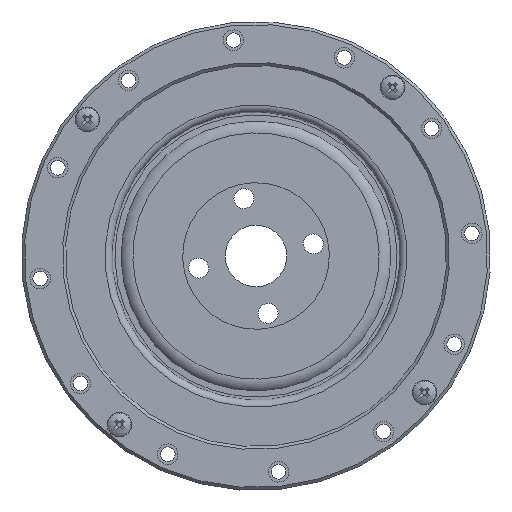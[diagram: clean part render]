
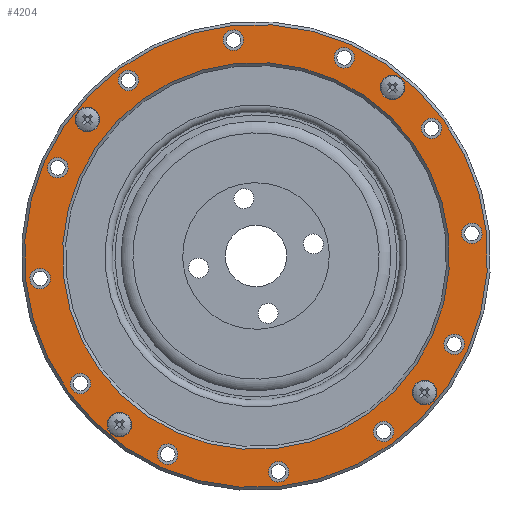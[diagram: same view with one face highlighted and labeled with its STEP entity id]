
A CAD part, left-side view. The second image highlights one B-rep face of the part: STEP entity #4204.
In plain terms, the highlighted planar face has unit normal (-1, 0, 0).
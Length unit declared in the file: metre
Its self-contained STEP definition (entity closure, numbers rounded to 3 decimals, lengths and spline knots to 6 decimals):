
#691=CIRCLE('',#4722,0.0021);
#692=CIRCLE('',#4723,0.00175);
#693=CIRCLE('',#4724,0.00175);
#694=CIRCLE('',#4725,0.00175);
#695=CIRCLE('',#4726,0.00175);
#696=CIRCLE('',#4727,0.00175);
#697=CIRCLE('',#4728,0.00175);
#698=CIRCLE('',#4729,0.00175);
#699=CIRCLE('',#4730,0.00175);
#700=CIRCLE('',#4731,0.00175);
#701=CIRCLE('',#4732,0.00175);
#702=CIRCLE('',#4733,0.00175);
#703=CIRCLE('',#4734,0.00175);
#704=CIRCLE('',#4735,0.0021);
#705=CIRCLE('',#4736,0.0021);
#706=CIRCLE('',#4737,0.0021);
#707=CIRCLE('',#4738,0.0395);
#708=CIRCLE('',#4739,0.033);
#1134=ORIENTED_EDGE('',*,*,#1927,.F.);
#1135=ORIENTED_EDGE('',*,*,#1928,.T.);
#1136=ORIENTED_EDGE('',*,*,#1929,.T.);
#1137=ORIENTED_EDGE('',*,*,#1930,.T.);
#1138=ORIENTED_EDGE('',*,*,#1931,.T.);
#1139=ORIENTED_EDGE('',*,*,#1932,.T.);
#1140=ORIENTED_EDGE('',*,*,#1933,.T.);
#1141=ORIENTED_EDGE('',*,*,#1934,.T.);
#1142=ORIENTED_EDGE('',*,*,#1935,.T.);
#1143=ORIENTED_EDGE('',*,*,#1936,.T.);
#1144=ORIENTED_EDGE('',*,*,#1937,.T.);
#1145=ORIENTED_EDGE('',*,*,#1938,.T.);
#1146=ORIENTED_EDGE('',*,*,#1939,.T.);
#1147=ORIENTED_EDGE('',*,*,#1940,.F.);
#1148=ORIENTED_EDGE('',*,*,#1941,.F.);
#1149=ORIENTED_EDGE('',*,*,#1942,.F.);
#1150=ORIENTED_EDGE('',*,*,#1943,.T.);
#1151=ORIENTED_EDGE('',*,*,#1944,.T.);
#1927=EDGE_CURVE('',#2334,#2334,#691,.T.);
#1928=EDGE_CURVE('',#2335,#2335,#692,.T.);
#1929=EDGE_CURVE('',#2336,#2336,#693,.T.);
#1930=EDGE_CURVE('',#2337,#2337,#694,.T.);
#1931=EDGE_CURVE('',#2338,#2338,#695,.T.);
#1932=EDGE_CURVE('',#2339,#2339,#696,.T.);
#1933=EDGE_CURVE('',#2340,#2340,#697,.T.);
#1934=EDGE_CURVE('',#2341,#2341,#698,.T.);
#1935=EDGE_CURVE('',#2342,#2342,#699,.T.);
#1936=EDGE_CURVE('',#2343,#2343,#700,.T.);
#1937=EDGE_CURVE('',#2344,#2344,#701,.T.);
#1938=EDGE_CURVE('',#2345,#2345,#702,.T.);
#1939=EDGE_CURVE('',#2346,#2346,#703,.T.);
#1940=EDGE_CURVE('',#2347,#2347,#704,.T.);
#1941=EDGE_CURVE('',#2348,#2348,#705,.T.);
#1942=EDGE_CURVE('',#2349,#2349,#706,.T.);
#1943=EDGE_CURVE('',#2350,#2350,#707,.T.);
#1944=EDGE_CURVE('',#2351,#2351,#708,.T.);
#2334=VERTEX_POINT('',#7080);
#2335=VERTEX_POINT('',#7082);
#2336=VERTEX_POINT('',#7084);
#2337=VERTEX_POINT('',#7086);
#2338=VERTEX_POINT('',#7088);
#2339=VERTEX_POINT('',#7090);
#2340=VERTEX_POINT('',#7092);
#2341=VERTEX_POINT('',#7094);
#2342=VERTEX_POINT('',#7096);
#2343=VERTEX_POINT('',#7098);
#2344=VERTEX_POINT('',#7100);
#2345=VERTEX_POINT('',#7102);
#2346=VERTEX_POINT('',#7104);
#2347=VERTEX_POINT('',#7106);
#2348=VERTEX_POINT('',#7108);
#2349=VERTEX_POINT('',#7110);
#2350=VERTEX_POINT('',#7112);
#2351=VERTEX_POINT('',#7114);
#2892=EDGE_LOOP('',(#1134));
#2893=EDGE_LOOP('',(#1135));
#2894=EDGE_LOOP('',(#1136));
#2895=EDGE_LOOP('',(#1137));
#2896=EDGE_LOOP('',(#1138));
#2897=EDGE_LOOP('',(#1139));
#2898=EDGE_LOOP('',(#1140));
#2899=EDGE_LOOP('',(#1141));
#2900=EDGE_LOOP('',(#1142));
#2901=EDGE_LOOP('',(#1143));
#2902=EDGE_LOOP('',(#1144));
#2903=EDGE_LOOP('',(#1145));
#2904=EDGE_LOOP('',(#1146));
#2905=EDGE_LOOP('',(#1147));
#2906=EDGE_LOOP('',(#1148));
#2907=EDGE_LOOP('',(#1149));
#2908=EDGE_LOOP('',(#1150));
#2909=EDGE_LOOP('',(#1151));
#3511=FACE_BOUND('',#2892,.T.);
#3512=FACE_BOUND('',#2893,.T.);
#3513=FACE_BOUND('',#2894,.T.);
#3514=FACE_BOUND('',#2895,.T.);
#3515=FACE_BOUND('',#2896,.T.);
#3516=FACE_BOUND('',#2897,.T.);
#3517=FACE_BOUND('',#2898,.T.);
#3518=FACE_BOUND('',#2899,.T.);
#3519=FACE_BOUND('',#2900,.T.);
#3520=FACE_BOUND('',#2901,.T.);
#3521=FACE_BOUND('',#2902,.T.);
#3522=FACE_BOUND('',#2903,.T.);
#3523=FACE_BOUND('',#2904,.T.);
#3524=FACE_BOUND('',#2905,.T.);
#3525=FACE_BOUND('',#2906,.T.);
#3526=FACE_BOUND('',#2907,.T.);
#3527=FACE_BOUND('',#2908,.T.);
#3528=FACE_BOUND('',#2909,.T.);
#4109=PLANE('',#4721);
#4204=ADVANCED_FACE('',(#3511,#3512,#3513,#3514,#3515,#3516,#3517,#3518,
#3519,#3520,#3521,#3522,#3523,#3524,#3525,#3526,#3527,#3528),#4109,.F.);
#4721=AXIS2_PLACEMENT_3D('',#7078,#5559,#5560);
#4722=AXIS2_PLACEMENT_3D('',#7079,#5561,#5562);
#4723=AXIS2_PLACEMENT_3D('',#7081,#5563,#5564);
#4724=AXIS2_PLACEMENT_3D('',#7083,#5565,#5566);
#4725=AXIS2_PLACEMENT_3D('',#7085,#5567,#5568);
#4726=AXIS2_PLACEMENT_3D('',#7087,#5569,#5570);
#4727=AXIS2_PLACEMENT_3D('',#7089,#5571,#5572);
#4728=AXIS2_PLACEMENT_3D('',#7091,#5573,#5574);
#4729=AXIS2_PLACEMENT_3D('',#7093,#5575,#5576);
#4730=AXIS2_PLACEMENT_3D('',#7095,#5577,#5578);
#4731=AXIS2_PLACEMENT_3D('',#7097,#5579,#5580);
#4732=AXIS2_PLACEMENT_3D('',#7099,#5581,#5582);
#4733=AXIS2_PLACEMENT_3D('',#7101,#5583,#5584);
#4734=AXIS2_PLACEMENT_3D('',#7103,#5585,#5586);
#4735=AXIS2_PLACEMENT_3D('',#7105,#5587,#5588);
#4736=AXIS2_PLACEMENT_3D('',#7107,#5589,#5590);
#4737=AXIS2_PLACEMENT_3D('',#7109,#5591,#5592);
#4738=AXIS2_PLACEMENT_3D('',#7111,#5593,#5594);
#4739=AXIS2_PLACEMENT_3D('',#7113,#5595,#5596);
#5559=DIRECTION('',(1.,0.,0.));
#5560=DIRECTION('',(0.,0.,-1.));
#5561=DIRECTION('',(-1.,0.,0.));
#5562=DIRECTION('',(0.,0.,1.));
#5563=DIRECTION('',(1.,0.,0.));
#5564=DIRECTION('',(0.,0.,-1.));
#5565=DIRECTION('',(1.,0.,0.));
#5566=DIRECTION('',(0.,0.,-1.));
#5567=DIRECTION('',(1.,0.,0.));
#5568=DIRECTION('',(0.,0.,-1.));
#5569=DIRECTION('',(1.,0.,0.));
#5570=DIRECTION('',(0.,0.,-1.));
#5571=DIRECTION('',(1.,0.,0.));
#5572=DIRECTION('',(0.,0.,-1.));
#5573=DIRECTION('',(1.,0.,0.));
#5574=DIRECTION('',(0.,0.,-1.));
#5575=DIRECTION('',(1.,0.,0.));
#5576=DIRECTION('',(0.,0.,-1.));
#5577=DIRECTION('',(1.,0.,0.));
#5578=DIRECTION('',(0.,0.,-1.));
#5579=DIRECTION('',(1.,0.,0.));
#5580=DIRECTION('',(0.,0.,-1.));
#5581=DIRECTION('',(1.,0.,0.));
#5582=DIRECTION('',(0.,0.,-1.));
#5583=DIRECTION('',(1.,0.,0.));
#5584=DIRECTION('',(0.,0.,-1.));
#5585=DIRECTION('',(1.,0.,0.));
#5586=DIRECTION('',(0.,0.,-1.));
#5587=DIRECTION('',(-1.,0.,0.));
#5588=DIRECTION('',(0.,0.,1.));
#5589=DIRECTION('',(-1.,0.,0.));
#5590=DIRECTION('',(0.,0.,1.));
#5591=DIRECTION('',(-1.,0.,0.));
#5592=DIRECTION('',(0.,0.,1.));
#5593=DIRECTION('',(-1.,0.,0.));
#5594=DIRECTION('',(0.,0.,-1.));
#5595=DIRECTION('',(1.,0.,0.));
#5596=DIRECTION('',(0.,0.,-1.));
#7078=CARTESIAN_POINT('',(0.,0.0447,0.));
#7079=CARTESIAN_POINT('',(0.,-0.035739,0.009576));
#7080=CARTESIAN_POINT('',(0.,-0.035739,0.011676));
#7081=CARTESIAN_POINT('',(0.,0.,-0.037));
#7082=CARTESIAN_POINT('',(0.,0.,-0.03875));
#7083=CARTESIAN_POINT('',(0.,-0.0185,-0.032043));
#7084=CARTESIAN_POINT('',(0.,-0.0185,-0.033793));
#7085=CARTESIAN_POINT('',(0.,-0.032043,-0.0185));
#7086=CARTESIAN_POINT('',(0.,-0.032043,-0.02025));
#7087=CARTESIAN_POINT('',(0.,-0.037,0.));
#7088=CARTESIAN_POINT('',(0.,-0.037,-0.00175));
#7089=CARTESIAN_POINT('',(0.,-0.032043,0.0185));
#7090=CARTESIAN_POINT('',(0.,-0.032043,0.01675));
#7091=CARTESIAN_POINT('',(0.,-0.0185,0.032043));
#7092=CARTESIAN_POINT('',(0.,-0.0185,0.030293));
#7093=CARTESIAN_POINT('',(0.,0.,0.037));
#7094=CARTESIAN_POINT('',(0.,0.,0.03525));
#7095=CARTESIAN_POINT('',(0.,0.0185,0.032043));
#7096=CARTESIAN_POINT('',(0.,0.0185,0.030293));
#7097=CARTESIAN_POINT('',(0.,0.032043,0.0185));
#7098=CARTESIAN_POINT('',(0.,0.032043,0.01675));
#7099=CARTESIAN_POINT('',(0.,0.037,0.));
#7100=CARTESIAN_POINT('',(0.,0.037,-0.00175));
#7101=CARTESIAN_POINT('',(0.,0.032043,-0.0185));
#7102=CARTESIAN_POINT('',(0.,0.032043,-0.02025));
#7103=CARTESIAN_POINT('',(0.,0.0185,-0.032043));
#7104=CARTESIAN_POINT('',(0.,0.0185,-0.033793));
#7105=CARTESIAN_POINT('',(0.,0.035739,-0.009576));
#7106=CARTESIAN_POINT('',(0.,0.035739,-0.007476));
#7107=CARTESIAN_POINT('',(0.,-0.009576,-0.035739));
#7108=CARTESIAN_POINT('',(0.,-0.009576,-0.033639));
#7109=CARTESIAN_POINT('',(0.,0.009576,0.035739));
#7110=CARTESIAN_POINT('',(0.,0.009576,0.037839));
#7111=CARTESIAN_POINT('',(0.,0.,0.));
#7112=CARTESIAN_POINT('',(0.,0.,-0.0395));
#7113=CARTESIAN_POINT('',(0.,0.,0.));
#7114=CARTESIAN_POINT('',(0.,0.,-0.033));
